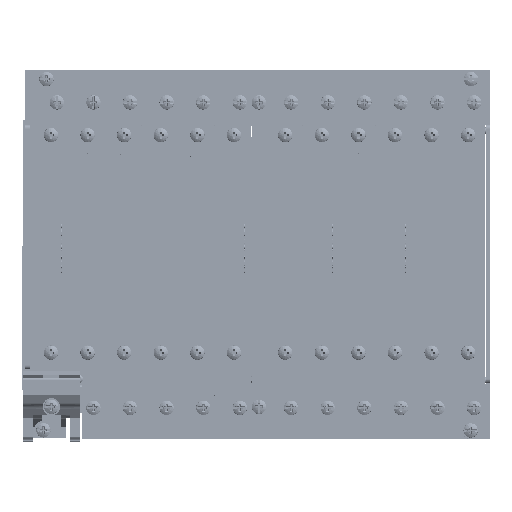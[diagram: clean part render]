
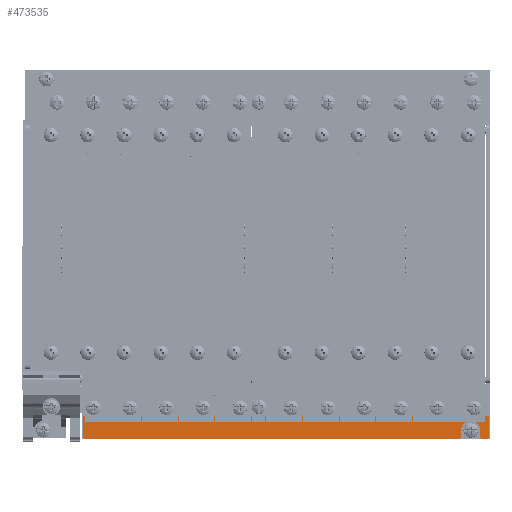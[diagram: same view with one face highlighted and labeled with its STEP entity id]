
A CAD part, top view. The second image highlights one B-rep face of the part: STEP entity #473535.
In plain terms, the highlighted planar face has unit normal (0, 0, 1).
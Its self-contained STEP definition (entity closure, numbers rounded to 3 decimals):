
#2897 = DIRECTION ( 'NONE',  ( 1., 0., 0. ) ) ;
#5958 = EDGE_CURVE ( 'NONE', #437760, #284609, #474278, .T. ) ;
#7152 = DIRECTION ( 'NONE',  ( 0., 0., 1. ) ) ;
#14505 = CARTESIAN_POINT ( 'NONE',  ( -10.015, -16.45, -0.01 ) ) ;
#19890 = CARTESIAN_POINT ( 'NONE',  ( -3.115, -16.75, -0.01 ) ) ;
#21290 = VECTOR ( 'NONE', #75144, 1000. ) ;
#23722 = EDGE_CURVE ( 'NONE', #38395, #495984, #235883, .T. ) ;
#29517 = DIRECTION ( 'NONE',  ( 0., 0., -1. ) ) ;
#29624 = DIRECTION ( 'NONE',  ( 0., -1., 0. ) ) ;
#38395 = VERTEX_POINT ( 'NONE', #46412 ) ;
#46102 = CARTESIAN_POINT ( 'NONE',  ( -3.115, -16.45, -0.01 ) ) ;
#46412 = CARTESIAN_POINT ( 'NONE',  ( -141.215, -16.45, -0.01 ) ) ;
#46913 = CIRCLE ( 'NONE', #304138, 0.3 ) ;
#57460 = CARTESIAN_POINT ( 'NONE',  ( -0.415, -16.45, -0.01 ) ) ;
#60952 = DIRECTION ( 'NONE',  ( -1., 0., 0. ) ) ;
#65151 = ORIENTED_EDGE ( 'NONE', *, *, #415963, .T. ) ;
#70531 = CIRCLE ( 'NONE', #443788, 0.3 ) ;
#75144 = DIRECTION ( 'NONE',  ( 0., 1., 0. ) ) ;
#75799 = EDGE_CURVE ( 'NONE', #495984, #273739, #136622, .T. ) ;
#77441 = EDGE_CURVE ( 'NONE', #273739, #340405, #87206, .T. ) ;
#87206 = CIRCLE ( 'NONE', #377469, 0.3 ) ;
#89932 = CARTESIAN_POINT ( 'NONE',  ( -140.915, -8.85, -0.01 ) ) ;
#91526 = VERTEX_POINT ( 'NONE', #267529 ) ;
#96439 = ORIENTED_EDGE ( 'NONE', *, *, #75799, .T. ) ;
#99608 = CARTESIAN_POINT ( 'NONE',  ( -140.915, -9.15, -0.01 ) ) ;
#103269 = CARTESIAN_POINT ( 'NONE',  ( -10.015, -13.95, -0.01 ) ) ;
#106331 = EDGE_CURVE ( 'NONE', #229877, #485482, #267363, .T. ) ;
#117074 = EDGE_LOOP ( 'NONE', ( #468794, #505205, #492182, #96439, #169175, #497745, #433023, #237107, #250855, #277058, #65151, #479773, #202697, #355753 ) ) ;
#118344 = VECTOR ( 'NONE', #209524, 1000. ) ;
#136622 = LINE ( 'NONE', #365400, #118344 ) ;
#138435 = CARTESIAN_POINT ( 'NONE',  ( -0.715, -9.15, -0.01 ) ) ;
#139329 = CARTESIAN_POINT ( 'NONE',  ( -10.015, -13.95, -0.01 ) ) ;
#140327 = CARTESIAN_POINT ( 'NONE',  ( -0.715, -16.75, -0.01 ) ) ;
#140672 = VECTOR ( 'NONE', #393988, 1000. ) ;
#143564 = DIRECTION ( 'NONE',  ( 0., 0., 1. ) ) ;
#143833 = DIRECTION ( 'NONE',  ( 0., 0., 1. ) ) ;
#153474 = AXIS2_PLACEMENT_3D ( 'NONE', #418814, #223954, #340807 ) ;
#159945 = CARTESIAN_POINT ( 'NONE',  ( -3.115, -16.75, -0.01 ) ) ;
#169175 = ORIENTED_EDGE ( 'NONE', *, *, #77441, .T. ) ;
#174554 = LINE ( 'NONE', #374546, #410312 ) ;
#177572 = EDGE_CURVE ( 'NONE', #269115, #263519, #258066, .T. ) ;
#181307 = AXIS2_PLACEMENT_3D ( 'NONE', #229335, #29517, #504835 ) ;
#183325 = CARTESIAN_POINT ( 'NONE',  ( -140.915, -16.75, -0.01 ) ) ;
#192454 = DIRECTION ( 'NONE',  ( 0., 0., 1. ) ) ;
#199660 = VECTOR ( 'NONE', #466594, 1000. ) ;
#202697 = ORIENTED_EDGE ( 'NONE', *, *, #327064, .T. ) ;
#204515 = DIRECTION ( 'NONE',  ( 0., 0., 1. ) ) ;
#209178 = VERTEX_POINT ( 'NONE', #57460 ) ;
#209524 = DIRECTION ( 'NONE',  ( 1., 0., 0. ) ) ;
#209543 = EDGE_CURVE ( 'NONE', #340405, #427297, #305625, .T. ) ;
#211192 = PLANE ( 'NONE',  #153474 ) ;
#215635 = EDGE_CURVE ( 'NONE', #427297, #269115, #305846, .T. ) ;
#219439 = AXIS2_PLACEMENT_3D ( 'NONE', #292537, #7152, #370492 ) ;
#223954 = DIRECTION ( 'NONE',  ( 0., 0., 1. ) ) ;
#229335 = CARTESIAN_POINT ( 'NONE',  ( -6.715, -13.95, -0.01 ) ) ;
#229877 = VERTEX_POINT ( 'NONE', #89932 ) ;
#231329 = CARTESIAN_POINT ( 'NONE',  ( -10.315, -16.45, -0.01 ) ) ;
#235883 = CIRCLE ( 'NONE', #243976, 0.3 ) ;
#237107 = ORIENTED_EDGE ( 'NONE', *, *, #177572, .T. ) ;
#243976 = AXIS2_PLACEMENT_3D ( 'NONE', #416666, #143833, #60952 ) ;
#250028 = FACE_OUTER_BOUND ( 'NONE', #117074, .T. ) ;
#250855 = ORIENTED_EDGE ( 'NONE', *, *, #311075, .T. ) ;
#258066 = LINE ( 'NONE', #416646, #410294 ) ;
#259873 = CARTESIAN_POINT ( 'NONE',  ( -0.715, -8.85, -0.01 ) ) ;
#263519 = VERTEX_POINT ( 'NONE', #391567 ) ;
#267363 = CIRCLE ( 'NONE', #466672, 0.3 ) ;
#267529 = CARTESIAN_POINT ( 'NONE',  ( -0.415, -9.15, -0.01 ) ) ;
#269115 = VERTEX_POINT ( 'NONE', #388286 ) ;
#273739 = VERTEX_POINT ( 'NONE', #484433 ) ;
#277058 = ORIENTED_EDGE ( 'NONE', *, *, #5958, .T. ) ;
#282076 = LINE ( 'NONE', #315939, #140672 ) ;
#282433 = DIRECTION ( 'NONE',  ( -1., 0., 0. ) ) ;
#284609 = VERTEX_POINT ( 'NONE', #140327 ) ;
#292537 = CARTESIAN_POINT ( 'NONE',  ( -0.715, -16.45, -0.01 ) ) ;
#302016 = DIRECTION ( 'NONE',  ( -1., 0., 0. ) ) ;
#304138 = AXIS2_PLACEMENT_3D ( 'NONE', #138435, #418937, #455407 ) ;
#305625 = LINE ( 'NONE', #103269, #349624 ) ;
#305846 = CIRCLE ( 'NONE', #181307, 3.3 ) ;
#311075 = EDGE_CURVE ( 'NONE', #263519, #437760, #70531, .T. ) ;
#315939 = CARTESIAN_POINT ( 'NONE',  ( -141.215, -9.15, -0.01 ) ) ;
#327064 = EDGE_CURVE ( 'NONE', #91526, #449796, #46913, .T. ) ;
#332910 = DIRECTION ( 'NONE',  ( -1., 0., 0. ) ) ;
#340405 = VERTEX_POINT ( 'NONE', #14505 ) ;
#340807 = DIRECTION ( 'NONE',  ( -1., 0., 0. ) ) ;
#342040 = DIRECTION ( 'NONE',  ( 0., 1., 0. ) ) ;
#349624 = VECTOR ( 'NONE', #342040, 1000. ) ;
#355753 = ORIENTED_EDGE ( 'NONE', *, *, #406551, .T. ) ;
#365400 = CARTESIAN_POINT ( 'NONE',  ( -140.915, -16.75, -0.01 ) ) ;
#370492 = DIRECTION ( 'NONE',  ( 1., 0., 0. ) ) ;
#372711 = EDGE_CURVE ( 'NONE', #209178, #91526, #508943, .T. ) ;
#374546 = CARTESIAN_POINT ( 'NONE',  ( -0.715, -8.85, -0.01 ) ) ;
#377469 = AXIS2_PLACEMENT_3D ( 'NONE', #231329, #192454, #2897 ) ;
#388286 = CARTESIAN_POINT ( 'NONE',  ( -3.415, -13.95, -0.01 ) ) ;
#391567 = CARTESIAN_POINT ( 'NONE',  ( -3.415, -16.45, -0.01 ) ) ;
#393988 = DIRECTION ( 'NONE',  ( 0., -1., 0. ) ) ;
#406551 = EDGE_CURVE ( 'NONE', #449796, #229877, #174554, .T. ) ;
#410294 = VECTOR ( 'NONE', #29624, 1000. ) ;
#410312 = VECTOR ( 'NONE', #332910, 1000. ) ;
#415963 = EDGE_CURVE ( 'NONE', #284609, #209178, #426669, .T. ) ;
#416646 = CARTESIAN_POINT ( 'NONE',  ( -3.415, -13.95, -0.01 ) ) ;
#416666 = CARTESIAN_POINT ( 'NONE',  ( -140.915, -16.45, -0.01 ) ) ;
#418814 = CARTESIAN_POINT ( 'NONE',  ( -140.915, -9.15, -0.01 ) ) ;
#418937 = DIRECTION ( 'NONE',  ( 0., 0., 1. ) ) ;
#426669 = CIRCLE ( 'NONE', #219439, 0.3 ) ;
#427297 = VERTEX_POINT ( 'NONE', #139329 ) ;
#433023 = ORIENTED_EDGE ( 'NONE', *, *, #215635, .T. ) ;
#437760 = VERTEX_POINT ( 'NONE', #19890 ) ;
#443788 = AXIS2_PLACEMENT_3D ( 'NONE', #46102, #204515, #282433 ) ;
#449796 = VERTEX_POINT ( 'NONE', #259873 ) ;
#455407 = DIRECTION ( 'NONE',  ( 1., 0., 0. ) ) ;
#466594 = DIRECTION ( 'NONE',  ( 1., 0., 0. ) ) ;
#466672 = AXIS2_PLACEMENT_3D ( 'NONE', #99608, #143564, #302016 ) ;
#468794 = ORIENTED_EDGE ( 'NONE', *, *, #106331, .T. ) ;
#473535 = ADVANCED_FACE ( 'NONE', ( #250028 ), #211192, .T. ) ;
#474278 = LINE ( 'NONE', #159945, #199660 ) ;
#479773 = ORIENTED_EDGE ( 'NONE', *, *, #372711, .T. ) ;
#484433 = CARTESIAN_POINT ( 'NONE',  ( -10.315, -16.75, -0.01 ) ) ;
#485482 = VERTEX_POINT ( 'NONE', #496116 ) ;
#487054 = EDGE_CURVE ( 'NONE', #485482, #38395, #282076, .T. ) ;
#492182 = ORIENTED_EDGE ( 'NONE', *, *, #23722, .T. ) ;
#495984 = VERTEX_POINT ( 'NONE', #183325 ) ;
#496116 = CARTESIAN_POINT ( 'NONE',  ( -141.215, -9.15, -0.01 ) ) ;
#497745 = ORIENTED_EDGE ( 'NONE', *, *, #209543, .T. ) ;
#504835 = DIRECTION ( 'NONE',  ( -1., 0., 0. ) ) ;
#505205 = ORIENTED_EDGE ( 'NONE', *, *, #487054, .T. ) ;
#506376 = CARTESIAN_POINT ( 'NONE',  ( -0.415, -16.45, -0.01 ) ) ;
#508943 = LINE ( 'NONE', #506376, #21290 ) ;
